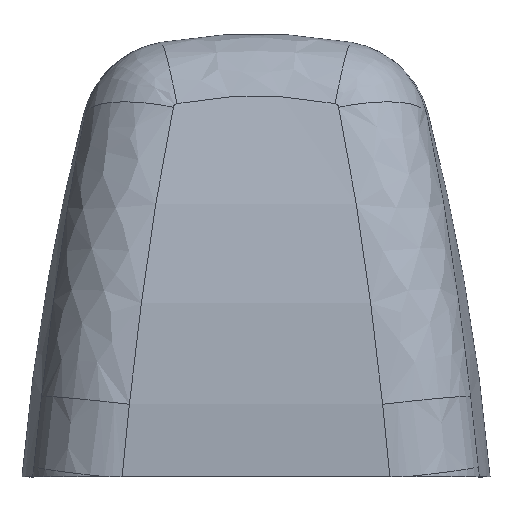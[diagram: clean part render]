
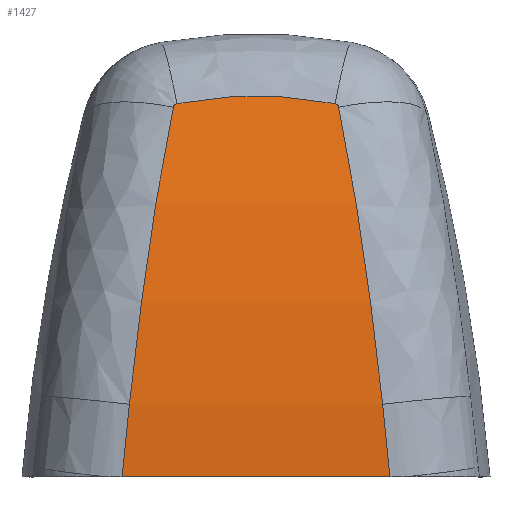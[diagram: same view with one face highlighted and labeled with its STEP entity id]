
A CAD part, top view. The second image highlights one B-rep face of the part: STEP entity #1427.
In plain terms, the highlighted cylindrical face has radius 120 mm (diameter 240 mm), a partial arc.
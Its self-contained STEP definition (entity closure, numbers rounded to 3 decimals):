
#27 = CARTESIAN_POINT ( 'NONE',  ( 19.807, -102.251, 70.106 ) ) ;
#188 = CARTESIAN_POINT ( 'NONE',  ( 15.499, -135.011, 74.102 ) ) ;
#388 = EDGE_LOOP ( 'NONE', ( #5089, #3534, #5065, #2250, #2296, #3454, #2159, #4217 ) ) ;
#449 = EDGE_CURVE ( 'NONE', #2853, #4793, #3869, .T. ) ;
#452 = CARTESIAN_POINT ( 'NONE',  ( 21.286, -96.565, 68.294 ) ) ;
#534 = CARTESIAN_POINT ( 'NONE',  ( 32.926, -95.731, 68.022 ) ) ;
#584 = B_SPLINE_CURVE_WITH_KNOTS ( 'NONE', 3,
 ( #4678, #3570, #4370, #2026, #4761, #2423 ),
 .UNSPECIFIED., .F., .F.,
 ( 4, 2, 4 ),
 ( 0., 0.017, 0.034 ),
 .UNSPECIFIED. ) ;
#639 = LINE ( 'NONE', #677, #4731 ) ;
#677 = CARTESIAN_POINT ( 'NONE',  ( 3.49, -137.668, 74.007 ) ) ;
#736 = CYLINDRICAL_SURFACE ( 'NONE', #2299, 120. ) ;
#793 = CARTESIAN_POINT ( 'NONE',  ( 38.714, -96.565, 68.294 ) ) ;
#927 = CARTESIAN_POINT ( 'NONE',  ( 27.109, -95.798, 68.044 ) ) ;
#933 = CARTESIAN_POINT ( 'NONE',  ( 39.102, -96.966, 68.422 ) ) ;
#996 = CARTESIAN_POINT ( 'NONE',  ( 21.097, -96.636, 68.317 ) ) ;
#1044 = VERTEX_POINT ( 'NONE', #2657 ) ;
#1139 = EDGE_CURVE ( 'NONE', #2818, #2853, #584, .T. ) ;
#1279 = VERTEX_POINT ( 'NONE', #4840 ) ;
#1312 = CARTESIAN_POINT ( 'NONE',  ( 24.191, -96.093, 68.141 ) ) ;
#1385 = CARTESIAN_POINT ( 'NONE',  ( 20.918, -96.87, 68.392 ) ) ;
#1398 = CARTESIAN_POINT ( 'NONE',  ( 15.253, -137.668, 74.007 ) ) ;
#1427 = ADVANCED_FACE ( 'NONE', ( #4342 ), #736, .T. ) ;
#1429 = VERTEX_POINT ( 'NONE', #1398 ) ;
#1593 = CARTESIAN_POINT ( 'NONE',  ( 18.909, -107.63, 71.417 ) ) ;
#1724 = CARTESIAN_POINT ( 'NONE',  ( 22.009, -96.425, 68.249 ) ) ;
#1748 = CARTESIAN_POINT ( 'NONE',  ( 16.05, -129.703, 74.027 ) ) ;
#1768 = CARTESIAN_POINT ( 'NONE',  ( 39.102, -96.966, 68.422 ) ) ;
#1965 = VERTEX_POINT ( 'NONE', #2679 ) ;
#2002 = CARTESIAN_POINT ( 'NONE',  ( 16.653, -124.086, 73.854 ) ) ;
#2019 = CARTESIAN_POINT ( 'NONE',  ( 38.904, -96.637, 68.317 ) ) ;
#2026 = CARTESIAN_POINT ( 'NONE',  ( 41.091, -107.63, 71.417 ) ) ;
#2149 = CARTESIAN_POINT ( 'NONE',  ( 15.765, -132.356, 74.109 ) ) ;
#2159 = ORIENTED_EDGE ( 'NONE', *, *, #2571, .T. ) ;
#2172 = CARTESIAN_POINT ( 'NONE',  ( 44.747, -137.668, 74.007 ) ) ;
#2250 = ORIENTED_EDGE ( 'NONE', *, *, #449, .T. ) ;
#2296 = ORIENTED_EDGE ( 'NONE', *, *, #2351, .T. ) ;
#2299 = AXIS2_PLACEMENT_3D ( 'NONE', #2983, #2592, #4536 ) ;
#2314 = B_SPLINE_CURVE_WITH_KNOTS ( 'NONE', 3,
 ( #1748, #2149, #188, #2941 ),
 .UNSPECIFIED., .F., .F.,
 ( 4, 4 ),
 ( 0., 0.008 ),
 .UNSPECIFIED. ) ;
#2351 = EDGE_CURVE ( 'NONE', #4793, #4677, #2518, .T. ) ;
#2401 = B_SPLINE_CURVE_WITH_KNOTS ( 'NONE', 3,
 ( #4523, #4931, #996, #3748, #1385, #4143 ),
 .UNSPECIFIED., .F., .F.,
 ( 4, 2, 4 ),
 ( 0., 0., 0.001 ),
 .UNSPECIFIED. ) ;
#2419 = EDGE_CURVE ( 'NONE', #1965, #1429, #639, .T. ) ;
#2423 = CARTESIAN_POINT ( 'NONE',  ( 39.102, -96.966, 68.422 ) ) ;
#2505 = CARTESIAN_POINT ( 'NONE',  ( 39.082, -96.87, 68.392 ) ) ;
#2518 = B_SPLINE_CURVE_WITH_KNOTS ( 'NONE', 3,
 ( #2823, #2904, #534, #3292, #927, #3676, #1312, #4075, #1724, #4468 ),
 .UNSPECIFIED., .F., .F.,
 ( 4, 2, 2, 2, 4 ),
 ( 0., 0.009, 0.013, 0.015, 0.017 ),
 .UNSPECIFIED. ) ;
#2571 = EDGE_CURVE ( 'NONE', #1279, #1044, #4492, .T. ) ;
#2592 = DIRECTION ( 'NONE',  ( 1., 0., 0. ) ) ;
#2609 = CARTESIAN_POINT ( 'NONE',  ( 43.95, -129.703, 74.027 ) ) ;
#2657 = CARTESIAN_POINT ( 'NONE',  ( 16.05, -129.703, 74.027 ) ) ;
#2679 = CARTESIAN_POINT ( 'NONE',  ( 44.747, -137.668, 74.007 ) ) ;
#2818 = VERTEX_POINT ( 'NONE', #3705 ) ;
#2823 = CARTESIAN_POINT ( 'NONE',  ( 38.714, -96.565, 68.294 ) ) ;
#2835 = EDGE_CURVE ( 'NONE', #1044, #1429, #2314, .T. ) ;
#2853 = VERTEX_POINT ( 'NONE', #1768 ) ;
#2904 = CARTESIAN_POINT ( 'NONE',  ( 35.825, -96.007, 68.114 ) ) ;
#2941 = CARTESIAN_POINT ( 'NONE',  ( 15.253, -137.668, 74.007 ) ) ;
#2983 = CARTESIAN_POINT ( 'NONE',  ( 3.49, -133.389, -45.916 ) ) ;
#3141 = EDGE_CURVE ( 'NONE', #1965, #2818, #3908, .T. ) ;
#3199 = CARTESIAN_POINT ( 'NONE',  ( 38.814, -96.584, 68.3 ) ) ;
#3292 = CARTESIAN_POINT ( 'NONE',  ( 28.565, -95.729, 68.021 ) ) ;
#3454 = ORIENTED_EDGE ( 'NONE', *, *, #4021, .T. ) ;
#3534 = ORIENTED_EDGE ( 'NONE', *, *, #3141, .T. ) ;
#3570 = CARTESIAN_POINT ( 'NONE',  ( 43.347, -124.086, 73.854 ) ) ;
#3676 = CARTESIAN_POINT ( 'NONE',  ( 24.922, -96.006, 68.112 ) ) ;
#3705 = CARTESIAN_POINT ( 'NONE',  ( 43.95, -129.703, 74.027 ) ) ;
#3748 = CARTESIAN_POINT ( 'NONE',  ( 20.962, -96.78, 68.363 ) ) ;
#3818 = DIRECTION ( 'NONE',  ( -1., 0., 0. ) ) ;
#3869 = B_SPLINE_CURVE_WITH_KNOTS ( 'NONE', 3,
 ( #933, #2505, #4336, #2019, #3199, #793 ),
 .UNSPECIFIED., .F., .F.,
 ( 4, 2, 4 ),
 ( 0., 0., 0.001 ),
 .UNSPECIFIED. ) ;
#3908 = B_SPLINE_CURVE_WITH_KNOTS ( 'NONE', 3,
 ( #2172, #4155, #4967, #2609 ),
 .UNSPECIFIED., .F., .F.,
 ( 4, 4 ),
 ( 0., 0.008 ),
 .UNSPECIFIED. ) ;
#4021 = EDGE_CURVE ( 'NONE', #4677, #1279, #2401, .T. ) ;
#4075 = CARTESIAN_POINT ( 'NONE',  ( 22.734, -96.303, 68.209 ) ) ;
#4143 = CARTESIAN_POINT ( 'NONE',  ( 20.898, -96.966, 68.422 ) ) ;
#4155 = CARTESIAN_POINT ( 'NONE',  ( 44.501, -135.011, 74.102 ) ) ;
#4217 = ORIENTED_EDGE ( 'NONE', *, *, #2835, .T. ) ;
#4336 = CARTESIAN_POINT ( 'NONE',  ( 39.038, -96.781, 68.363 ) ) ;
#4342 = FACE_OUTER_BOUND ( 'NONE', #388, .T. ) ;
#4346 = CARTESIAN_POINT ( 'NONE',  ( 17.332, -118.547, 73.291 ) ) ;
#4370 = CARTESIAN_POINT ( 'NONE',  ( 42.668, -118.547, 73.291 ) ) ;
#4466 = CARTESIAN_POINT ( 'NONE',  ( 38.714, -96.565, 68.294 ) ) ;
#4468 = CARTESIAN_POINT ( 'NONE',  ( 21.286, -96.565, 68.294 ) ) ;
#4492 = B_SPLINE_CURVE_WITH_KNOTS ( 'NONE', 3,
 ( #4703, #27, #1593, #4346, #2002, #4735 ),
 .UNSPECIFIED., .F., .F.,
 ( 4, 2, 4 ),
 ( 0., 0.017, 0.034 ),
 .UNSPECIFIED. ) ;
#4523 = CARTESIAN_POINT ( 'NONE',  ( 21.286, -96.565, 68.294 ) ) ;
#4536 = DIRECTION ( 'NONE',  ( 0., 0., -1. ) ) ;
#4677 = VERTEX_POINT ( 'NONE', #452 ) ;
#4678 = CARTESIAN_POINT ( 'NONE',  ( 43.95, -129.703, 74.027 ) ) ;
#4703 = CARTESIAN_POINT ( 'NONE',  ( 20.898, -96.966, 68.422 ) ) ;
#4731 = VECTOR ( 'NONE', #3818, 1000. ) ;
#4735 = CARTESIAN_POINT ( 'NONE',  ( 16.05, -129.703, 74.027 ) ) ;
#4761 = CARTESIAN_POINT ( 'NONE',  ( 40.193, -102.251, 70.106 ) ) ;
#4793 = VERTEX_POINT ( 'NONE', #4466 ) ;
#4840 = CARTESIAN_POINT ( 'NONE',  ( 20.898, -96.966, 68.422 ) ) ;
#4931 = CARTESIAN_POINT ( 'NONE',  ( 21.186, -96.584, 68.3 ) ) ;
#4967 = CARTESIAN_POINT ( 'NONE',  ( 44.235, -132.356, 74.109 ) ) ;
#5065 = ORIENTED_EDGE ( 'NONE', *, *, #1139, .T. ) ;
#5089 = ORIENTED_EDGE ( 'NONE', *, *, #2419, .F. ) ;
